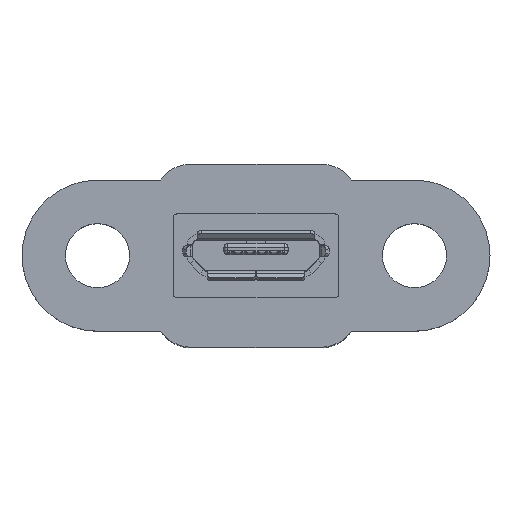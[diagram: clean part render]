
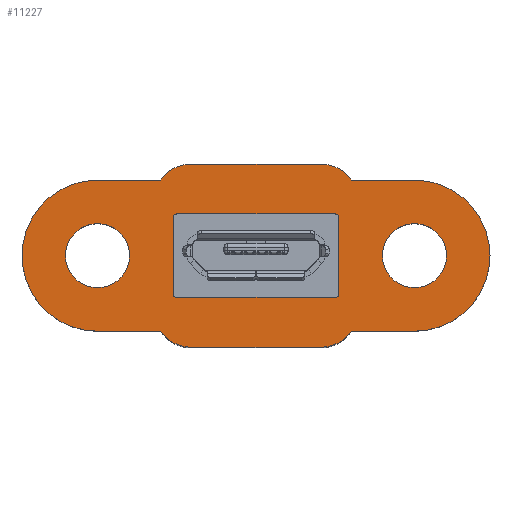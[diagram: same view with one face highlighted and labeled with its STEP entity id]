
A CAD part, top view. The second image highlights one B-rep face of the part: STEP entity #11227.
In plain terms, the highlighted planar face has unit normal (0, 0, 1).
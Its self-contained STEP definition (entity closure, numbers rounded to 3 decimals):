
#351=FACE_BOUND('',#1504,.T.);
#352=FACE_BOUND('',#1505,.T.);
#353=FACE_BOUND('',#1506,.T.);
#405=PLANE('',#12015);
#874=FACE_OUTER_BOUND('',#1503,.T.);
#1503=EDGE_LOOP('',(#7992,#7993,#7994,#7995,#7996,#7997,#7998,#7999,#8000,
#8001,#8002,#8003));
#1504=EDGE_LOOP('',(#8004));
#1505=EDGE_LOOP('',(#8005,#8006,#8007,#8008,#8009,#8010,#8011,#8012));
#1506=EDGE_LOOP('',(#8013));
#2093=LINE('',#16205,#3385);
#2099=LINE('',#16220,#3391);
#2101=LINE('',#16229,#3393);
#2106=LINE('',#16241,#3398);
#2223=LINE('',#16589,#3515);
#2224=LINE('',#16592,#3516);
#2225=LINE('',#16596,#3517);
#2226=LINE('',#16600,#3518);
#2227=LINE('',#16604,#3519);
#2228=LINE('',#16607,#3520);
#3385=VECTOR('',#12920,10.);
#3391=VECTOR('',#12934,10.);
#3393=VECTOR('',#12944,10.);
#3398=VECTOR('',#12957,10.);
#3515=VECTOR('',#13250,10.);
#3516=VECTOR('',#13253,10.);
#3517=VECTOR('',#13256,10.);
#3518=VECTOR('',#13259,10.);
#3519=VECTOR('',#13262,10.);
#3520=VECTOR('',#13265,10.);
#4676=CIRCLE('',#11913,0.2);
#4678=CIRCLE('',#11917,0.2);
#4680=CIRCLE('',#11921,0.2);
#4682=CIRCLE('',#11925,0.2);
#4720=CIRCLE('',#12003,2.);
#4726=CIRCLE('',#12012,2.);
#4728=CIRCLE('',#12016,4.125);
#4729=CIRCLE('',#12017,2.);
#4730=CIRCLE('',#12018,2.);
#4731=CIRCLE('',#12019,4.125);
#4732=CIRCLE('',#12020,1.75);
#4733=CIRCLE('',#12021,1.75);
#5026=VERTEX_POINT('',#16198);
#5027=VERTEX_POINT('',#16200);
#5028=VERTEX_POINT('',#16204);
#5032=VERTEX_POINT('',#16213);
#5033=VERTEX_POINT('',#16215);
#5035=VERTEX_POINT('',#16224);
#5036=VERTEX_POINT('',#16228);
#5039=VERTEX_POINT('',#16236);
#5152=VERTEX_POINT('',#16545);
#5153=VERTEX_POINT('',#16547);
#5161=VERTEX_POINT('',#16578);
#5162=VERTEX_POINT('',#16579);
#5165=VERTEX_POINT('',#16591);
#5166=VERTEX_POINT('',#16593);
#5167=VERTEX_POINT('',#16595);
#5168=VERTEX_POINT('',#16597);
#5169=VERTEX_POINT('',#16599);
#5170=VERTEX_POINT('',#16601);
#5171=VERTEX_POINT('',#16603);
#5172=VERTEX_POINT('',#16605);
#5173=VERTEX_POINT('',#16608);
#5174=VERTEX_POINT('',#16610);
#6065=EDGE_CURVE('',#5026,#5027,#4676,.F.);
#6067=EDGE_CURVE('',#5028,#5027,#2093,.T.);
#6072=EDGE_CURVE('',#5032,#5033,#4678,.F.);
#6075=EDGE_CURVE('',#5026,#5033,#2099,.T.);
#6077=EDGE_CURVE('',#5028,#5035,#4680,.F.);
#6079=EDGE_CURVE('',#5036,#5035,#2101,.T.);
#6083=EDGE_CURVE('',#5036,#5039,#4682,.F.);
#6086=EDGE_CURVE('',#5032,#5039,#2106,.T.);
#6231=EDGE_CURVE('',#5152,#5153,#4720,.T.);
#6242=EDGE_CURVE('',#5161,#5162,#4726,.T.);
#6248=EDGE_CURVE('',#5162,#5152,#2223,.T.);
#6249=EDGE_CURVE('',#5161,#5165,#2224,.T.);
#6250=EDGE_CURVE('',#5165,#5166,#4728,.T.);
#6251=EDGE_CURVE('',#5167,#5166,#2225,.T.);
#6252=EDGE_CURVE('',#5168,#5167,#4729,.T.);
#6253=EDGE_CURVE('',#5169,#5168,#2226,.T.);
#6254=EDGE_CURVE('',#5170,#5169,#4730,.T.);
#6255=EDGE_CURVE('',#5170,#5171,#2227,.T.);
#6256=EDGE_CURVE('',#5171,#5172,#4731,.T.);
#6257=EDGE_CURVE('',#5153,#5172,#2228,.T.);
#6258=EDGE_CURVE('',#5173,#5173,#4732,.T.);
#6259=EDGE_CURVE('',#5174,#5174,#4733,.T.);
#7992=ORIENTED_EDGE('',*,*,#6231,.F.);
#7993=ORIENTED_EDGE('',*,*,#6248,.F.);
#7994=ORIENTED_EDGE('',*,*,#6242,.F.);
#7995=ORIENTED_EDGE('',*,*,#6249,.T.);
#7996=ORIENTED_EDGE('',*,*,#6250,.T.);
#7997=ORIENTED_EDGE('',*,*,#6251,.F.);
#7998=ORIENTED_EDGE('',*,*,#6252,.F.);
#7999=ORIENTED_EDGE('',*,*,#6253,.F.);
#8000=ORIENTED_EDGE('',*,*,#6254,.F.);
#8001=ORIENTED_EDGE('',*,*,#6255,.T.);
#8002=ORIENTED_EDGE('',*,*,#6256,.T.);
#8003=ORIENTED_EDGE('',*,*,#6257,.F.);
#8004=ORIENTED_EDGE('',*,*,#6258,.T.);
#8005=ORIENTED_EDGE('',*,*,#6079,.T.);
#8006=ORIENTED_EDGE('',*,*,#6077,.F.);
#8007=ORIENTED_EDGE('',*,*,#6067,.T.);
#8008=ORIENTED_EDGE('',*,*,#6065,.F.);
#8009=ORIENTED_EDGE('',*,*,#6075,.T.);
#8010=ORIENTED_EDGE('',*,*,#6072,.F.);
#8011=ORIENTED_EDGE('',*,*,#6086,.T.);
#8012=ORIENTED_EDGE('',*,*,#6083,.F.);
#8013=ORIENTED_EDGE('',*,*,#6259,.T.);
#11227=ADVANCED_FACE('',(#874,#351,#352,#353),#405,.T.);
#11913=AXIS2_PLACEMENT_3D('',#16201,#12915,#12916);
#11917=AXIS2_PLACEMENT_3D('',#16216,#12928,#12929);
#11921=AXIS2_PLACEMENT_3D('',#16225,#12939,#12940);
#11925=AXIS2_PLACEMENT_3D('',#16237,#12951,#12952);
#12003=AXIS2_PLACEMENT_3D('',#16548,#13217,#13218);
#12012=AXIS2_PLACEMENT_3D('',#16580,#13240,#13241);
#12015=AXIS2_PLACEMENT_3D('',#16590,#13251,#13252);
#12016=AXIS2_PLACEMENT_3D('',#16594,#13254,#13255);
#12017=AXIS2_PLACEMENT_3D('',#16598,#13257,#13258);
#12018=AXIS2_PLACEMENT_3D('',#16602,#13260,#13261);
#12019=AXIS2_PLACEMENT_3D('',#16606,#13263,#13264);
#12020=AXIS2_PLACEMENT_3D('',#16609,#13266,#13267);
#12021=AXIS2_PLACEMENT_3D('',#16611,#13268,#13269);
#12915=DIRECTION('center_axis',(0.,0.,-1.));
#12916=DIRECTION('ref_axis',(-0.707,-0.707,0.));
#12920=DIRECTION('',(-1.,0.,0.));
#12928=DIRECTION('center_axis',(0.,0.,-1.));
#12929=DIRECTION('ref_axis',(-0.707,0.707,0.));
#12934=DIRECTION('',(0.,1.,0.));
#12939=DIRECTION('center_axis',(0.,0.,-1.));
#12940=DIRECTION('ref_axis',(0.707,-0.707,0.));
#12944=DIRECTION('',(0.,-1.,0.));
#12951=DIRECTION('center_axis',(0.,0.,-1.));
#12952=DIRECTION('ref_axis',(0.707,0.707,0.));
#12957=DIRECTION('',(1.,0.,0.));
#13217=DIRECTION('center_axis',(0.,0.,-1.));
#13218=DIRECTION('ref_axis',(-0.707,-0.707,0.));
#13240=DIRECTION('center_axis',(0.,0.,-1.));
#13241=DIRECTION('ref_axis',(0.707,-0.707,0.));
#13250=DIRECTION('',(-1.,0.,0.));
#13251=DIRECTION('center_axis',(0.,0.,1.));
#13252=DIRECTION('ref_axis',(1.,0.,0.));
#13253=DIRECTION('',(1.,0.,0.));
#13254=DIRECTION('center_axis',(0.,0.,1.));
#13255=DIRECTION('ref_axis',(0.,-1.,0.));
#13256=DIRECTION('',(1.,0.,0.));
#13257=DIRECTION('center_axis',(0.,0.,-1.));
#13258=DIRECTION('ref_axis',(0.707,0.707,0.));
#13259=DIRECTION('',(1.,0.,0.));
#13260=DIRECTION('center_axis',(0.,0.,-1.));
#13261=DIRECTION('ref_axis',(-0.707,0.707,0.));
#13262=DIRECTION('',(-1.,0.,0.));
#13263=DIRECTION('center_axis',(0.,0.,1.));
#13264=DIRECTION('ref_axis',(0.,1.,0.));
#13265=DIRECTION('',(-1.,0.,0.));
#13266=DIRECTION('center_axis',(0.,0.,-1.));
#13267=DIRECTION('ref_axis',(-1.,0.,0.));
#13268=DIRECTION('center_axis',(0.,0.,-1.));
#13269=DIRECTION('ref_axis',(-1.,0.,0.));
#16198=CARTESIAN_POINT('',(-4.525,-2.075,0.));
#16200=CARTESIAN_POINT('',(-4.325,-2.275,0.));
#16201=CARTESIAN_POINT('Origin',(-4.325,-2.075,0.));
#16204=CARTESIAN_POINT('',(4.325,-2.275,0.));
#16205=CARTESIAN_POINT('',(2.263,-2.275,0.));
#16213=CARTESIAN_POINT('',(-4.325,2.275,0.));
#16215=CARTESIAN_POINT('',(-4.525,2.075,0.));
#16216=CARTESIAN_POINT('Origin',(-4.325,2.075,0.));
#16220=CARTESIAN_POINT('',(-4.525,-1.138,0.));
#16224=CARTESIAN_POINT('',(4.525,-2.075,0.));
#16225=CARTESIAN_POINT('Origin',(4.325,-2.075,0.));
#16228=CARTESIAN_POINT('',(4.525,2.075,0.));
#16229=CARTESIAN_POINT('',(4.525,1.138,0.));
#16236=CARTESIAN_POINT('',(4.325,2.275,0.));
#16237=CARTESIAN_POINT('Origin',(4.325,2.075,0.));
#16241=CARTESIAN_POINT('',(-2.263,2.275,0.));
#16545=CARTESIAN_POINT('',(-3.55,-5.,0.));
#16547=CARTESIAN_POINT('',(-5.204,-4.125,0.));
#16548=CARTESIAN_POINT('Origin',(-3.55,-3.,0.));
#16578=CARTESIAN_POINT('',(5.204,-4.125,0.));
#16579=CARTESIAN_POINT('',(3.55,-5.,0.));
#16580=CARTESIAN_POINT('Origin',(3.55,-3.,0.));
#16589=CARTESIAN_POINT('',(5.55,-5.,0.));
#16590=CARTESIAN_POINT('Origin',(0.,0.,
0.));
#16591=CARTESIAN_POINT('',(8.65,-4.125,0.));
#16592=CARTESIAN_POINT('',(-8.65,-4.125,0.));
#16593=CARTESIAN_POINT('',(8.65,4.125,0.));
#16594=CARTESIAN_POINT('Origin',(8.65,0.,0.));
#16595=CARTESIAN_POINT('',(5.204,4.125,0.));
#16596=CARTESIAN_POINT('',(-4.325,4.125,0.));
#16597=CARTESIAN_POINT('',(3.55,5.,0.));
#16598=CARTESIAN_POINT('Origin',(3.55,3.,0.));
#16599=CARTESIAN_POINT('',(-3.55,5.,0.));
#16600=CARTESIAN_POINT('',(-5.55,5.,0.));
#16601=CARTESIAN_POINT('',(-5.204,4.125,0.));
#16602=CARTESIAN_POINT('Origin',(-3.55,3.,0.));
#16603=CARTESIAN_POINT('',(-8.65,4.125,0.));
#16604=CARTESIAN_POINT('',(8.65,4.125,0.));
#16605=CARTESIAN_POINT('',(-8.65,-4.125,0.));
#16606=CARTESIAN_POINT('Origin',(-8.65,0.,0.));
#16607=CARTESIAN_POINT('',(4.325,-4.125,0.));
#16608=CARTESIAN_POINT('',(10.4,0.,0.));
#16609=CARTESIAN_POINT('Origin',(8.65,0.,0.));
#16610=CARTESIAN_POINT('',(-6.9,0.,0.));
#16611=CARTESIAN_POINT('Origin',(-8.65,0.,0.));
